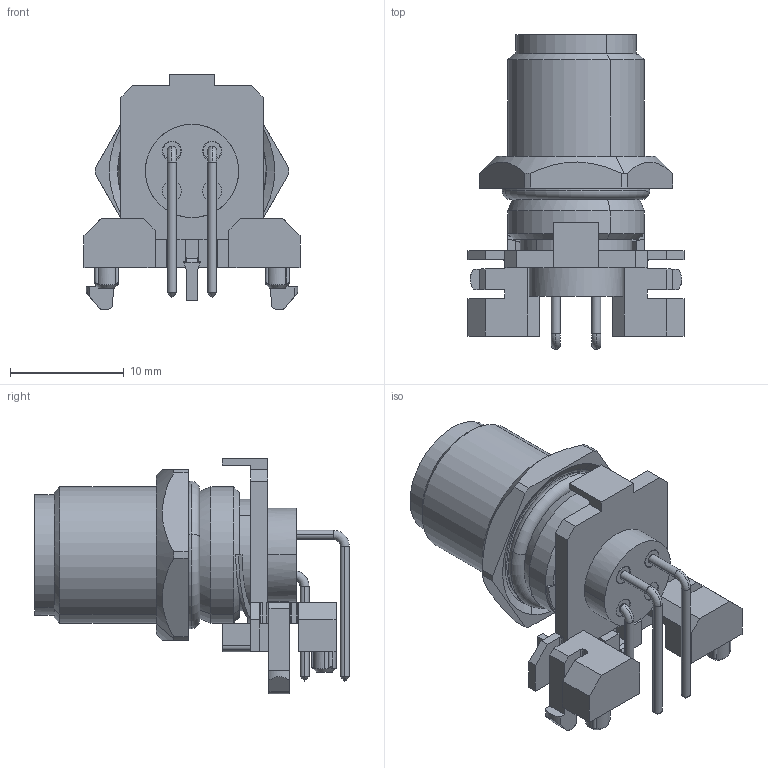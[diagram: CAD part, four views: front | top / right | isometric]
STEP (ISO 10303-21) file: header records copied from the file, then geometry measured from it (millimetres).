
FILE_DESCRIPTION(('CATIA V5 STEP Exchange','CAx-IF Rec.Pracs.--- Model Styling and Organization---1.4--- 2014-01-23'),'2;1');
FILE_NAME ('D1461954_1_2424320000_2424320000.stp','2021-01-04T05:32:27+00:00',('none'),('Weidmueller'),'CATIA Version 5-6 Release 2016 SP3 HF44','CATIA V5 STEP AP214','none');
FILE_SCHEMA(('AUTOMOTIVE_DESIGN { 1 0 10303 214 1 1 1 1 }'));
Length unit declared in the file: millimetre
Products named in the file (1): 2424320000
Bounding box: 19 x 27.66 x 20.7 mm (x, y, z)
Volume: 2464.3 mm3; surface area: 4023.2 mm2
Topology: 12 solids, 12 shells, 448 faces, 1231 edges, 812 vertices
Faces by surface type: plane 204, cylinder 127, bspline 65, cone 26, torus 26
Entity records: 15138 total; most frequent: CARTESIAN_POINT 4779, ORIENTED_EDGE 2442, DIRECTION 1614, EDGE_CURVE 1221, VERTEX_POINT 811, VECTOR 626, LINE 626, AXIS2_PLACEMENT_3D 625
